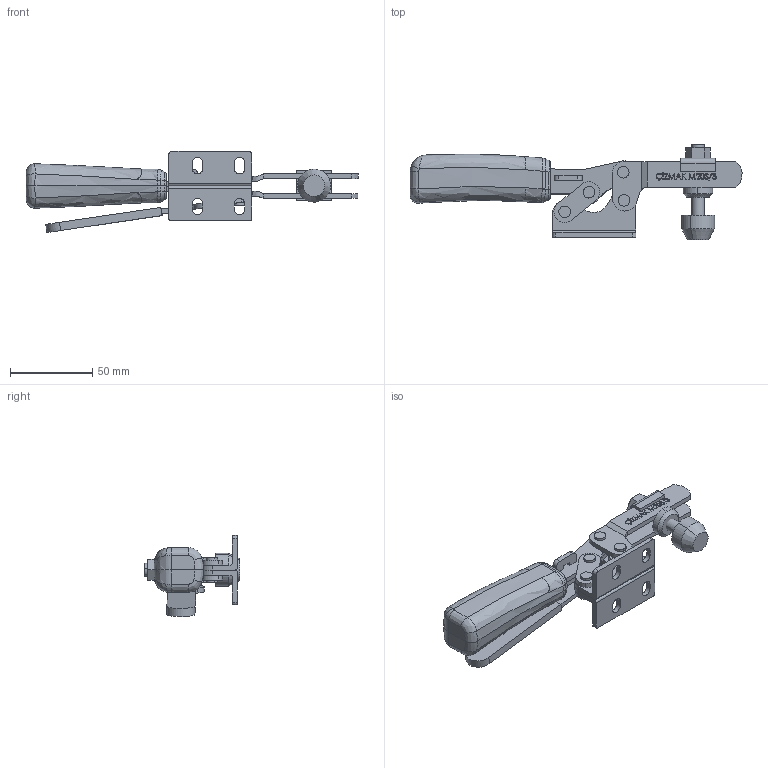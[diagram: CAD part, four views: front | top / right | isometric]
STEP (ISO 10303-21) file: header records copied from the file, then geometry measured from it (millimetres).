
FILE_DESCRIPTION (( 'STEP AP214' ), '1' );
FILE_NAME ('M20S-3.STEP', '2021-12-21T05:53:52', ( '' ), ( '' ), 'SwSTEP 2.0', 'SolidWorks 2015', '' );
FILE_SCHEMA (( 'AUTOMOTIVE_DESIGN' ));
Length unit declared in the file: millimetre
Products named in the file (18): Part1; montaj percini; baski tirnagi; kol22; kol; civata; kol_2; 833S-3-1; M20S-3; lama2; lama1; somun; u papuc; ozel somun; montaj percini12; 833S-3-2; 3; 833S-3-3
Assembly tree (20 placements, depth 2):
  M20S-3
    833S-3-1
    833S-3-2
    kol_2
    kol
    baski tirnagi  x2
    lama1
    lama2
    montaj percini12  x3
    u papuc
    civata
    somun
    ozel somun
    833S-3-3
    Part1
    kol22
    montaj percini
    3
Bounding box: 201.25 x 57.9 x 49.13 mm (x, y, z)
Volume: 99281.7 mm3; surface area: 49426.4 mm2
Topology: 20 solids, 20 shells, 530 faces, 1350 edges, 884 vertices
Faces by surface type: plane 267, cylinder 137, bspline 124, cone 2
Entity records: 27438 total; most frequent: CARTESIAN_POINT 9569, ORIENTED_EDGE 2570, DIRECTION 2082, EDGE_CURVE 1285, VERTEX_POINT 842, VECTOR 776, LINE 776, AXIS2_PLACEMENT_3D 653
